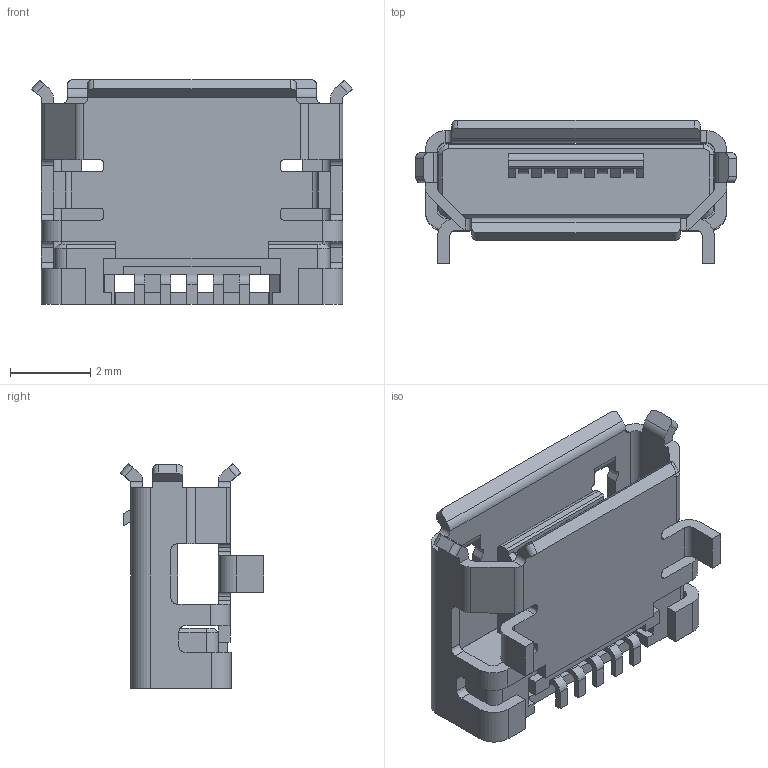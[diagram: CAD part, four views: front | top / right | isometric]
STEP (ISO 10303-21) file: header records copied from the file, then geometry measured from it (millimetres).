
FILE_DESCRIPTION((''),'2;1');
FILE_NAME('C-2013499-1','2011-03-17T',('workeradm'),('Tyco Electronics Ltd.'),'PRO/ENGINEER BY PARAMETRIC TECHNOLOGY CORPORATION, 2009300','PRO/ENGINEER BY PARAMETRIC TECHNOLOGY CORPORATION, 2009300','');
FILE_SCHEMA(('AUTOMOTIVE_DESIGN { 1 0 10303 214 1 1 1 1 }'));
Length unit declared in the file: millimetre
Products named in the file (1): C-2013499-1
Bounding box: 8 x 3.57 x 5.6 mm (x, y, z)
Volume: 42.4 mm3; surface area: 274.6 mm2
Topology: 1 solids, 1 shells, 380 faces, 1117 edges, 728 vertices
Faces by surface type: plane 279, cylinder 97, cone 4
Entity records: 12793 total; most frequent: CARTESIAN_POINT 2241, ORIENTED_EDGE 2234, DIRECTION 2071, EDGE_CURVE 1117, VECTOR 915, LINE 915, VERTEX_POINT 728, AXIS2_PLACEMENT_3D 578
